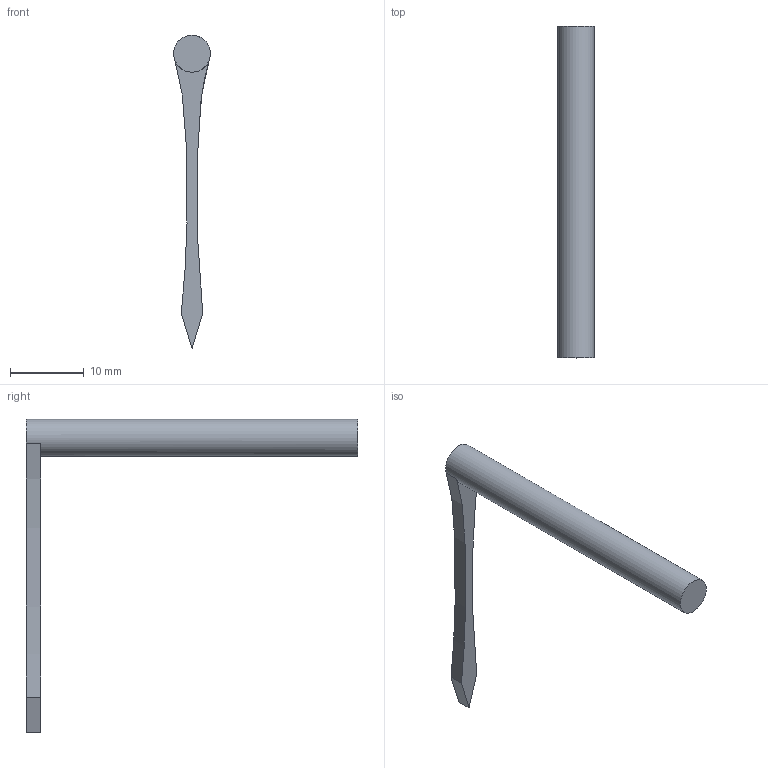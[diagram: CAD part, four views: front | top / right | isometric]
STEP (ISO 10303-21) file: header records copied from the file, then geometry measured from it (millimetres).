
FILE_DESCRIPTION(/* description */ (''),/* implementation_level */ '2;1');
FILE_NAME(/* name */ 'seconds.step',/* time_stamp */ '2025-12-01T17:40:28-08:00',/* author */ (''),/* organization */ (''),/* preprocessor_version */ 'ST-DEVELOPER v20.1',/* originating_system */ 'Autodesk Translation Framework v14.21.0.0',/* authorisation */ '');
FILE_SCHEMA (('AUTOMOTIVE_DESIGN { 1 0 10303 214 3 1 1 }'));
Length unit declared in the file: millimetre
Products named in the file (1): FusionComponent
Bounding box: 5 x 45 x 42.5 mm (x, y, z)
Volume: 1023 mm3; surface area: 1031.5 mm2
Topology: 1 solids, 1 shells, 8 faces, 18 edges, 12 vertices
Faces by surface type: plane 5, bspline 2, cylinder 1
Full cylindrical faces by diameter (mm): 5 x1
Entity records: 353 total; most frequent: CARTESIAN_POINT 153, ORIENTED_EDGE 36, DIRECTION 32, EDGE_CURVE 18, VERTEX_POINT 12, AXIS2_PLACEMENT_3D 11, LINE 10, VECTOR 10
